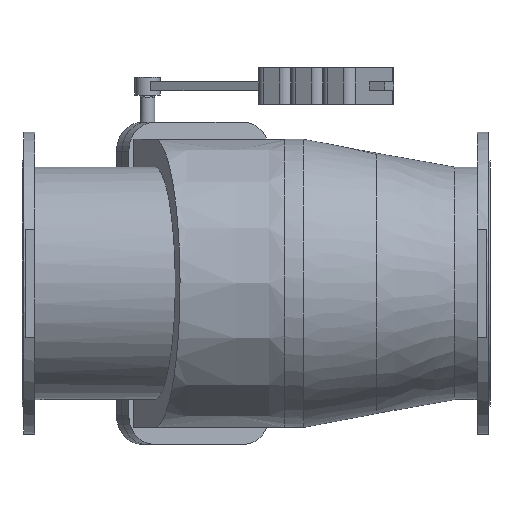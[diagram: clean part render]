
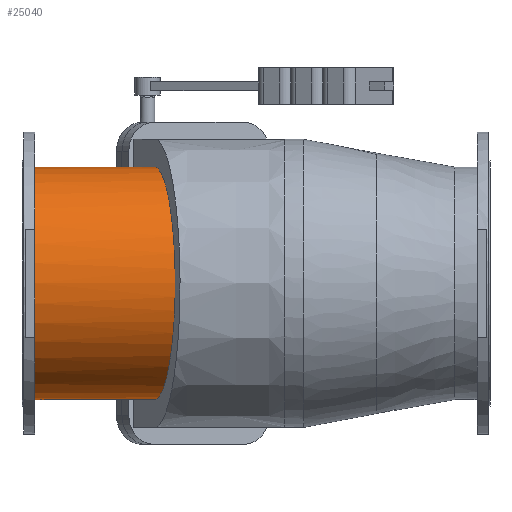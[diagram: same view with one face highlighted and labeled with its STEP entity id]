
A CAD part, front view. The second image highlights one B-rep face of the part: STEP entity #25040.
In plain terms, the highlighted cylindrical face has radius 323 mm (diameter 646 mm), a full revolution.
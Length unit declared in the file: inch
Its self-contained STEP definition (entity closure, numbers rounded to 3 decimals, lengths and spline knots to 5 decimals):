
#962 = EDGE_LOOP ( 'NONE', ( #14841 ) ) ;
#968 = EDGE_LOOP ( 'NONE', ( #14891, #14850 ) ) ;
#974 = EDGE_LOOP ( 'NONE', ( #14838 ) ) ;
#1525 = CARTESIAN_POINT ( 'NONE',  ( -39.50394, 12.4839, -2.42127 ) ) ;
#1532 = CARTESIAN_POINT ( 'NONE',  ( -39.50394, 12.4839, 2.42127 ) ) ;
#1970 = CARTESIAN_POINT ( 'NONE',  ( -38.96503, 12.79504, -0.81705 ) ) ;
#1980 = CARTESIAN_POINT ( 'NONE',  ( -39.50394, 12.4839, -2.42127 ) ) ;
#1984 = CARTESIAN_POINT ( 'NONE',  ( -38.96503, 12.79504, 0.81705 ) ) ;
#1985 = CARTESIAN_POINT ( 'NONE',  ( -39.50394, 12.4839, 2.42127 ) ) ;
#2025 = CARTESIAN_POINT ( 'NONE',  ( -38.91671, 12.71654, 0. ) ) ;
#2026 = CARTESIAN_POINT ( 'NONE',  ( -49.76378, 0., 0. ) ) ;
#2027 = DIRECTION ( 'NONE',  ( -1., 0., 0. ) ) ;
#2028 = DIRECTION ( 'NONE',  ( 0., 0., 1. ) ) ;
#2029 = CARTESIAN_POINT ( 'NONE',  ( -38.91671, 12.71654, -25.43307 ) ) ;
#2030 = CARTESIAN_POINT ( 'NONE',  ( -34.43217, -12.71654, -25.43307 ) ) ;
#2031 = CARTESIAN_POINT ( 'NONE',  ( -34.43217, -12.71654, 0. ) ) ;
#2032 = CARTESIAN_POINT ( 'NONE',  ( -34.43217, -12.71654, 25.43307 ) ) ;
#2033 = CARTESIAN_POINT ( 'NONE',  ( -38.91671, 12.71654, 25.43307 ) ) ;
#2034 = CARTESIAN_POINT ( 'NONE',  ( -38.91671, 12.71654, 0. ) ) ;
#2065 = CARTESIAN_POINT ( 'NONE',  ( -39.68357, 12.79504, 0.81705 ) ) ;
#2083 = CARTESIAN_POINT ( 'NONE',  ( -39.50394, 12.4839, 2.42127 ) ) ;
#2087 = CARTESIAN_POINT ( 'NONE',  ( -39.68357, 12.79504, -0.81705 ) ) ;
#2088 = CARTESIAN_POINT ( 'NONE',  ( -39.50394, 12.4839, -2.42127 ) ) ;
#4313 = DIRECTION ( 'NONE',  ( 0., 0., 1. ) ) ;
#4314 = CARTESIAN_POINT ( 'NONE',  ( -0.42922, 0., 0. ) ) ;
#4315 = DIRECTION ( 'NONE',  ( -1., 0., 0. ) ) ;
#4686 = VERTEX_POINT ( 'NONE', #1525 ) ;
#4693 = VERTEX_POINT ( 'NONE', #1532 ) ;
#14838 = ORIENTED_EDGE ( 'NONE', *, *, #15257, .T. ) ;
#14841 = ORIENTED_EDGE ( 'NONE', *, *, #15256, .F. ) ;
#14850 = ORIENTED_EDGE ( 'NONE', *, *, #15273, .T. ) ;
#14891 = ORIENTED_EDGE ( 'NONE', *, *, #15251, .T. ) ;
#15251 = EDGE_CURVE ( 'NONE', #4686, #4693, #25841, .T. ) ;
#15256 = EDGE_CURVE ( 'NONE', #17464, #17464, #15606, .T. ) ;
#15257 = EDGE_CURVE ( 'NONE', #17465, #17465, #25845, .T. ) ;
#15273 = EDGE_CURVE ( 'NONE', #4693, #4686, #25850, .T. ) ;
#15606 = CIRCLE ( 'NONE', #17523, 12.71654 ) ;
#17247 = FACE_BOUND ( 'NONE', #968, .T. ) ;
#17248 = FACE_OUTER_BOUND ( 'NONE', #962, .T. ) ;
#17250 = FACE_OUTER_BOUND ( 'NONE', #974, .T. ) ;
#17253 = CYLINDRICAL_SURFACE ( 'NONE', #17768, 12.71654 ) ;
#17464 = VERTEX_POINT ( 'NONE', #18046 ) ;
#17465 = VERTEX_POINT ( 'NONE', #18047 ) ;
#17523 = AXIS2_PLACEMENT_3D ( 'NONE', #2026, #2027, #2028 ) ;
#17768 = AXIS2_PLACEMENT_3D ( 'NONE', #4314, #4315, #4313 ) ;
#18046 = CARTESIAN_POINT ( 'NONE',  ( -49.76378, 0., 12.71654 ) ) ;
#18047 = CARTESIAN_POINT ( 'NONE',  ( -38.91671, 12.71654, 0. ) ) ;
#25040 = ADVANCED_FACE ( 'NONE', ( #17247, #17250, #17248 ), #17253, .T. ) ;
#25841 =( BOUNDED_CURVE ( )  B_SPLINE_CURVE ( 3, ( #1980, #1970, #1984, #1985 ),
 .UNSPECIFIED., .F., .T. ) 
 B_SPLINE_CURVE_WITH_KNOTS ( ( 4, 4 ),
 ( 2.95002, 3.33317 ),
 .UNSPECIFIED. ) 
 CURVE ( )  GEOMETRIC_REPRESENTATION_ITEM ( )  RATIONAL_B_SPLINE_CURVE ( ( 1., 0.988, 0.988, 1. ) ) 
 REPRESENTATION_ITEM ( '' )  );
#25845 =( BOUNDED_CURVE ( )  B_SPLINE_CURVE ( 3, ( #2025, #2029, #2030, #2031, #2032, #2033, #2034 ),
 .UNSPECIFIED., .T., .F. ) 
 B_SPLINE_CURVE_WITH_KNOTS ( ( 4, 3, 4 ),
 ( 0., 3.14159, 6.28319 ),
 .UNSPECIFIED. ) 
 CURVE ( )  GEOMETRIC_REPRESENTATION_ITEM ( )  RATIONAL_B_SPLINE_CURVE ( ( 1., 0.333, 0.333, 1., 0.333, 0.333, 1. ) ) 
 REPRESENTATION_ITEM ( '' )  );
#25850 =( BOUNDED_CURVE ( )  B_SPLINE_CURVE ( 3, ( #2083, #2065, #2087, #2088 ),
 .UNSPECIFIED., .F., .T. ) 
 B_SPLINE_CURVE_WITH_KNOTS ( ( 4, 4 ),
 ( 6.09161, 6.47476 ),
 .UNSPECIFIED. ) 
 CURVE ( )  GEOMETRIC_REPRESENTATION_ITEM ( )  RATIONAL_B_SPLINE_CURVE ( ( 1., 0.988, 0.988, 1. ) ) 
 REPRESENTATION_ITEM ( '' )  );
